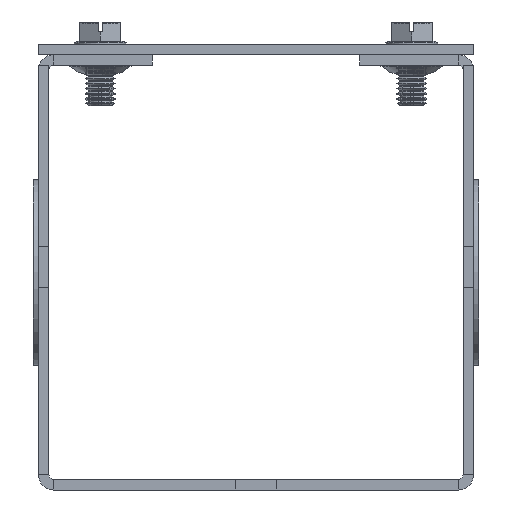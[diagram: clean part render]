
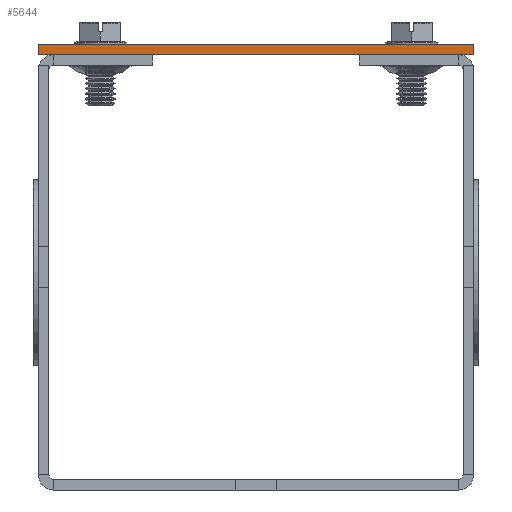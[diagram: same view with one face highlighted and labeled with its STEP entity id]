
A CAD part, left-side view. The second image highlights one B-rep face of the part: STEP entity #5644.
In plain terms, the highlighted face is planar.
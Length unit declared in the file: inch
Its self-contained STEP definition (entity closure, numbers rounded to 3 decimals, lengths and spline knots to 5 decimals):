
#444=LINE('',#9762,#724);
#446=LINE('',#9766,#726);
#447=LINE('',#9768,#727);
#448=LINE('',#9769,#728);
#724=VECTOR('',#7752,0.0625);
#726=VECTOR('',#7756,2.625);
#727=VECTOR('',#7757,0.0625);
#728=VECTOR('',#7758,2.625);
#919=PLANE('',#6276);
#1527=FACE_OUTER_BOUND('',#2082,.T.);
#2082=EDGE_LOOP('',(#4690,#4691,#4692,#4693));
#2948=VERTEX_POINT('',#9759);
#2949=VERTEX_POINT('',#9761);
#2950=VERTEX_POINT('',#9765);
#2951=VERTEX_POINT('',#9767);
#3571=EDGE_CURVE('',#2949,#2948,#444,.T.);
#3573=EDGE_CURVE('',#2948,#2950,#446,.T.);
#3574=EDGE_CURVE('',#2951,#2950,#447,.T.);
#3575=EDGE_CURVE('',#2951,#2949,#448,.T.);
#4690=ORIENTED_EDGE('',*,*,#3573,.T.);
#4691=ORIENTED_EDGE('',*,*,#3574,.F.);
#4692=ORIENTED_EDGE('',*,*,#3575,.T.);
#4693=ORIENTED_EDGE('',*,*,#3571,.T.);
#5644=ADVANCED_FACE('',(#1527),#919,.T.);
#6276=AXIS2_PLACEMENT_3D('',#9764,#7754,#7755);
#7752=DIRECTION('',(0.,0.,1.));
#7754=DIRECTION('center_axis',(1.,0.,0.));
#7755=DIRECTION('ref_axis',(0.,0.,-1.));
#7756=DIRECTION('',(0.,-1.,0.));
#7757=DIRECTION('',(0.,0.,1.));
#7758=DIRECTION('',(0.,1.,0.));
#9759=CARTESIAN_POINT('',(48.,2.625,0.0625));
#9761=CARTESIAN_POINT('',(48.,2.625,0.));
#9762=CARTESIAN_POINT('',(48.,2.625,0.));
#9764=CARTESIAN_POINT('Origin',(48.,2.625,0.));
#9765=CARTESIAN_POINT('',(48.,0.,0.0625));
#9766=CARTESIAN_POINT('',(48.,0.,0.0625));
#9767=CARTESIAN_POINT('',(48.,0.,0.));
#9768=CARTESIAN_POINT('',(48.,0.,0.));
#9769=CARTESIAN_POINT('',(48.,0.,0.));
